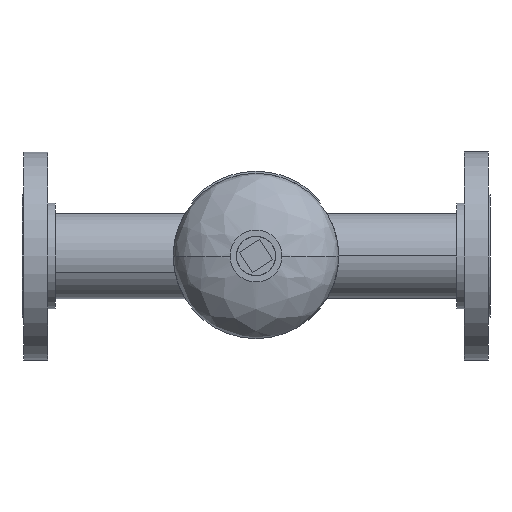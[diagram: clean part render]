
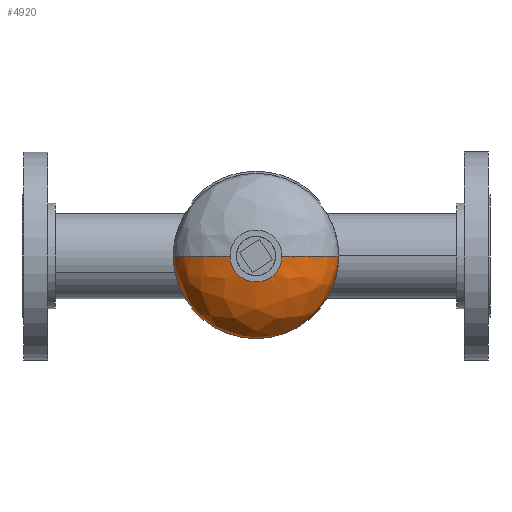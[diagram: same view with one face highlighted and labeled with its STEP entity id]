
A CAD part, front view. The second image highlights one B-rep face of the part: STEP entity #4920.
In plain terms, the highlighted free-form (B-spline) face has degree [3, 3] with [4, 4] control points.
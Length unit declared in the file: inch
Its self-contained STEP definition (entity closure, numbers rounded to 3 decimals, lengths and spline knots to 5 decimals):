
#66 = CARTESIAN_POINT ( 'NONE',  ( -0.75, 2.94371, 1.5 ) ) ;
#184 = CARTESIAN_POINT ( 'NONE',  ( -2.78125, 1.48038, 0. ) ) ;
#294 = VERTEX_POINT ( 'NONE', #5732 ) ;
#572 = EDGE_CURVE ( 'NONE', #1281, #698, #820, .T. ) ;
#698 = VERTEX_POINT ( 'NONE', #5898 ) ;
#751 = EDGE_CURVE ( 'NONE', #698, #838, #4531, .T. ) ;
#820 = CIRCLE ( 'NONE', #5569, 0.75 ) ;
#838 = VERTEX_POINT ( 'NONE', #184 ) ;
#978 = CARTESIAN_POINT ( 'NONE',  ( 2.78125, 1.48038, 5.5625 ) ) ;
#1013 = CARTESIAN_POINT ( 'NONE',  ( 2.78125, 2.18852, 0. ) ) ;
#1042 = CARTESIAN_POINT ( 'NONE',  ( 1.99805, 2.75274, 3.9961 ) ) ;
#1094 = ORIENTED_EDGE ( 'NONE', *, *, #1199, .F. ) ;
#1119 = CARTESIAN_POINT ( 'NONE',  ( -0.75, 2.94371, 0. ) ) ;
#1122 = EDGE_CURVE ( 'NONE', #4119, #294, #3099, .T. ) ;
#1148 = CARTESIAN_POINT ( 'NONE',  ( -2.78125, 2.18852, 0. ) ) ;
#1160 = CARTESIAN_POINT ( 'NONE',  ( 1.99805, 2.75274, 0. ) ) ;
#1169 = CARTESIAN_POINT ( 'NONE',  ( 0., 1.48038, 0. ) ) ;
#1174 = EDGE_LOOP ( 'NONE', ( #1322, #3536, #4986, #5871, #1094, #3620 ) ) ;
#1199 = EDGE_CURVE ( 'NONE', #3867, #4119, #3880, .T. ) ;
#1281 = VERTEX_POINT ( 'NONE', #2582 ) ;
#1322 = ORIENTED_EDGE ( 'NONE', *, *, #572, .T. ) ;
#1411 = CARTESIAN_POINT ( 'NONE',  ( 2.78125, 1.48038, 0. ) ) ;
#1498 = AXIS2_PLACEMENT_3D ( 'NONE', #4727, #4291, #1930 ) ;
#1539 = CARTESIAN_POINT ( 'NONE',  ( 0.75, 2.94371, 0. ) ) ;
#1586 = CARTESIAN_POINT ( 'NONE',  ( -2.78125, 1.48038, 0. ) ) ;
#1694 = CARTESIAN_POINT ( 'NONE',  ( 0.75, 2.94371, 0. ) ) ;
#1889 = CARTESIAN_POINT ( 'NONE',  ( -2.78125, 2.18852, 0. ) ) ;
#1923 = CARTESIAN_POINT ( 'NONE',  ( -1.99805, 2.75274, 0. ) ) ;
#1930 = DIRECTION ( 'NONE',  ( 0., 0., -1. ) ) ;
#2054 = CARTESIAN_POINT ( 'NONE',  ( -1.99805, 2.75274, 0. ) ) ;
#2335 = EDGE_CURVE ( 'NONE', #294, #838, #5650, .T. ) ;
#2474 = CARTESIAN_POINT ( 'NONE',  ( -1.99805, 2.75274, 3.9961 ) ) ;
#2484 = AXIS2_PLACEMENT_3D ( 'NONE', #1169, #4004, #3105 ) ;
#2506 = CARTESIAN_POINT ( 'NONE',  ( 0.75, 2.94371, 0. ) ) ;
#2582 = CARTESIAN_POINT ( 'NONE',  ( 0., 2.94371, 0.75 ) ) ;
#2780 = CARTESIAN_POINT ( 'NONE',  ( 2.78125, 1.48038, 0. ) ) ;
#2887 = CARTESIAN_POINT ( 'NONE',  ( -2.78125, 1.48038, 0. ) ) ;
#3061 = CARTESIAN_POINT ( 'NONE',  ( 2.78125, 1.48038, 0. ) ) ;
#3099 = CIRCLE ( 'NONE', #1498, 2.78125 ) ;
#3105 = DIRECTION ( 'NONE',  ( 0., 0., -1. ) ) ;
#3122 = CARTESIAN_POINT ( 'NONE',  ( 0., 2.94371, 0. ) ) ;
#3255 = DIRECTION ( 'NONE',  ( 0., 0., -1. ) ) ;
#3393 = AXIS2_PLACEMENT_3D ( 'NONE', #5552, #5116, #3255 ) ;
#3432 = CARTESIAN_POINT ( 'NONE',  ( -0.75, 2.94371, 0. ) ) ;
#3536 = ORIENTED_EDGE ( 'NONE', *, *, #751, .T. ) ;
#3620 = ORIENTED_EDGE ( 'NONE', *, *, #4632, .T. ) ;
#3816 = CARTESIAN_POINT ( 'NONE',  ( -2.78125, 2.18852, 5.5625 ) ) ;
#3867 = VERTEX_POINT ( 'NONE', #2506 ) ;
#3880 =( BOUNDED_CURVE ( )  B_SPLINE_CURVE ( 3, ( #1694, #1160, #5846, #3061 ),
 .UNSPECIFIED., .F., .F. ) 
 B_SPLINE_CURVE_WITH_KNOTS ( ( 4, 4 ),
 ( 4.98543, 6.28319 ),
 .UNSPECIFIED. ) 
 CURVE ( )  GEOMETRIC_REPRESENTATION_ITEM ( )  RATIONAL_B_SPLINE_CURVE ( ( 1., 0.865, 0.865, 1. ) ) 
 REPRESENTATION_ITEM ( '' )  );
#4004 = DIRECTION ( 'NONE',  ( 0., -1., 0. ) ) ;
#4119 = VERTEX_POINT ( 'NONE', #2780 ) ;
#4291 = DIRECTION ( 'NONE',  ( 0., -1., 0. ) ) ;
#4531 =( BOUNDED_CURVE ( )  B_SPLINE_CURVE ( 3, ( #1119, #2054, #1148, #1586 ),
 .UNSPECIFIED., .F., .F. ) 
 B_SPLINE_CURVE_WITH_KNOTS ( ( 4, 4 ),
 ( 4.98543, 6.28319 ),
 .UNSPECIFIED. ) 
 CURVE ( )  GEOMETRIC_REPRESENTATION_ITEM ( )  RATIONAL_B_SPLINE_CURVE ( ( 1., 0.865, 0.865, 1. ) ) 
 REPRESENTATION_ITEM ( '' )  );
#4594 = DIRECTION ( 'NONE',  ( 0., -1., 0. ) ) ;
#4632 = EDGE_CURVE ( 'NONE', #3867, #1281, #5664, .T. ) ;
#4727 = CARTESIAN_POINT ( 'NONE',  ( 0., 1.48038, 0. ) ) ;
#4920 = ADVANCED_FACE ( 'NONE', ( #5792 ), #4998, .F. ) ;
#4986 = ORIENTED_EDGE ( 'NONE', *, *, #2335, .F. ) ;
#4998 =( BOUNDED_SURFACE ( )  B_SPLINE_SURFACE ( 3, 3, ( 
 ( #1539, #6126, #66, #3432 ),
 ( #5268, #1042, #2474, #1923 ),
 ( #1013, #5326, #3816, #1889 ),
 ( #1411, #978, #5205, #2887 ) ),
 .UNSPECIFIED., .F., .F., .F. ) 
 B_SPLINE_SURFACE_WITH_KNOTS ( ( 4, 4 ),
 ( 4, 4 ),
 ( 0., 1. ),
 ( 0., 1. ),
 .UNSPECIFIED. ) 
 GEOMETRIC_REPRESENTATION_ITEM ( )  RATIONAL_B_SPLINE_SURFACE ( (
 ( 1., 0.333, 0.333, 1.),
 ( 0.865, 0.288, 0.288, 0.865),
 ( 0.865, 0.288, 0.288, 0.865),
 ( 1., 0.333, 0.333, 1.) ) ) 
 REPRESENTATION_ITEM ( '' )  SURFACE ( )  );
#5116 = DIRECTION ( 'NONE',  ( 0., -1., 0. ) ) ;
#5205 = CARTESIAN_POINT ( 'NONE',  ( -2.78125, 1.48038, 5.5625 ) ) ;
#5268 = CARTESIAN_POINT ( 'NONE',  ( 1.99805, 2.75274, 0. ) ) ;
#5326 = CARTESIAN_POINT ( 'NONE',  ( 2.78125, 2.18852, 5.5625 ) ) ;
#5552 = CARTESIAN_POINT ( 'NONE',  ( 0., 2.94371, 0. ) ) ;
#5569 = AXIS2_PLACEMENT_3D ( 'NONE', #3122, #4594, #5999 ) ;
#5650 = CIRCLE ( 'NONE', #2484, 2.78125 ) ;
#5664 = CIRCLE ( 'NONE', #3393, 0.75 ) ;
#5732 = CARTESIAN_POINT ( 'NONE',  ( 0., 1.48038, 2.78125 ) ) ;
#5792 = FACE_OUTER_BOUND ( 'NONE', #1174, .T. ) ;
#5846 = CARTESIAN_POINT ( 'NONE',  ( 2.78125, 2.18852, 0. ) ) ;
#5871 = ORIENTED_EDGE ( 'NONE', *, *, #1122, .F. ) ;
#5898 = CARTESIAN_POINT ( 'NONE',  ( -0.75, 2.94371, 0. ) ) ;
#5999 = DIRECTION ( 'NONE',  ( 0., 0., -1. ) ) ;
#6126 = CARTESIAN_POINT ( 'NONE',  ( 0.75, 2.94371, 1.5 ) ) ;
